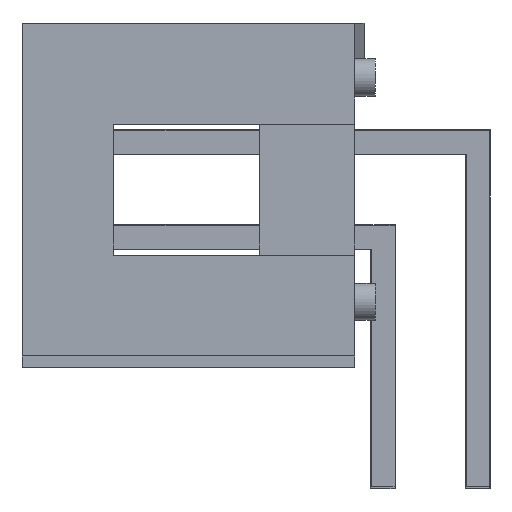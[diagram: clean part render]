
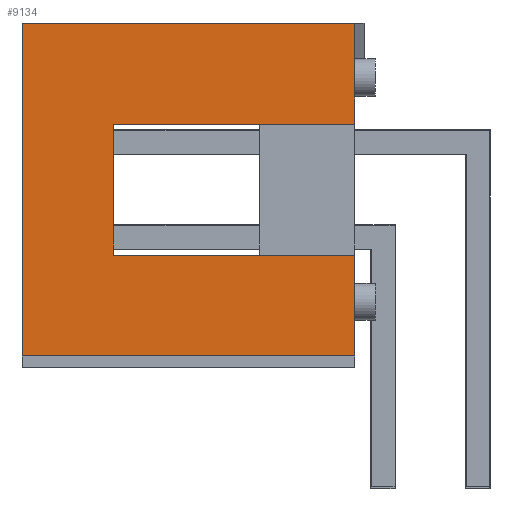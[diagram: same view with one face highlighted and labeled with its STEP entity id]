
A CAD part, left-side view. The second image highlights one B-rep face of the part: STEP entity #9134.
In plain terms, the highlighted planar face has unit normal (-1, 0, 0).
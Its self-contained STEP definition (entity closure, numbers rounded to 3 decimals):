
#287 = CARTESIAN_POINT ( 'NONE',  ( -5.08, 3.3, 4.65 ) ) ;
#671 = VECTOR ( 'NONE', #8443, 1000. ) ;
#844 = EDGE_CURVE ( 'NONE', #1925, #8904, #1921, .T. ) ;
#846 = CARTESIAN_POINT ( 'NONE',  ( -5.08, 12.2, 4.8 ) ) ;
#1053 = DIRECTION ( 'NONE',  ( 0., 1., 0. ) ) ;
#1185 = EDGE_LOOP ( 'NONE', ( #11952, #5267, #10840, #7516, #1711, #3698, #11165, #3763 ) ) ;
#1254 = EDGE_CURVE ( 'NONE', #10395, #3664, #9770, .T. ) ;
#1306 = LINE ( 'NONE', #287, #10575 ) ;
#1711 = ORIENTED_EDGE ( 'NONE', *, *, #5054, .F. ) ;
#1921 = LINE ( 'NONE', #846, #3073 ) ;
#1925 = VERTEX_POINT ( 'NONE', #5868 ) ;
#1952 = VERTEX_POINT ( 'NONE', #3041 ) ;
#1994 = CARTESIAN_POINT ( 'NONE',  ( -5.08, 3.3, 0.35 ) ) ;
#2238 = CARTESIAN_POINT ( 'NONE',  ( -5.08, 9.75, 3.05 ) ) ;
#2493 = AXIS2_PLACEMENT_3D ( 'NONE', #9488, #11602, #2986 ) ;
#2564 = DIRECTION ( 'NONE',  ( 0., 0., 1. ) ) ;
#2575 = VECTOR ( 'NONE', #2564, 1000. ) ;
#2624 = LINE ( 'NONE', #7507, #671 ) ;
#2961 = CARTESIAN_POINT ( 'NONE',  ( -5.08, 3.3, 6.55 ) ) ;
#2986 = DIRECTION ( 'NONE',  ( 0., 0., 1. ) ) ;
#3041 = CARTESIAN_POINT ( 'NONE',  ( -5.08, 9.75, 6.55 ) ) ;
#3073 = VECTOR ( 'NONE', #6578, 1000. ) ;
#3500 = VECTOR ( 'NONE', #1053, 1000. ) ;
#3605 = VERTEX_POINT ( 'NONE', #11628 ) ;
#3664 = VERTEX_POINT ( 'NONE', #2238 ) ;
#3698 = ORIENTED_EDGE ( 'NONE', *, *, #4255, .T. ) ;
#3763 = ORIENTED_EDGE ( 'NONE', *, *, #7201, .F. ) ;
#4010 = EDGE_CURVE ( 'NONE', #10395, #8924, #7244, .T. ) ;
#4255 = EDGE_CURVE ( 'NONE', #3605, #1925, #5996, .T. ) ;
#4389 = VERTEX_POINT ( 'NONE', #2961 ) ;
#4419 = CARTESIAN_POINT ( 'NONE',  ( -5.08, 3.3, 4.65 ) ) ;
#4428 = LINE ( 'NONE', #11125, #2575 ) ;
#4598 = CARTESIAN_POINT ( 'NONE',  ( -5.08, 3.3, 3.05 ) ) ;
#5054 = EDGE_CURVE ( 'NONE', #3605, #4389, #1306, .T. ) ;
#5267 = ORIENTED_EDGE ( 'NONE', *, *, #1254, .T. ) ;
#5300 = CARTESIAN_POINT ( 'NONE',  ( -5.08, 7.75, 9.25 ) ) ;
#5509 = DIRECTION ( 'NONE',  ( 0., 0., -1. ) ) ;
#5868 = CARTESIAN_POINT ( 'NONE',  ( -5.08, 12.2, 9.25 ) ) ;
#5996 = LINE ( 'NONE', #5300, #8573 ) ;
#6189 = EDGE_CURVE ( 'NONE', #3664, #1952, #4428, .T. ) ;
#6578 = DIRECTION ( 'NONE',  ( 0., 0., -1. ) ) ;
#6801 = LINE ( 'NONE', #9733, #11558 ) ;
#7082 = DIRECTION ( 'NONE',  ( 0., 0., -1. ) ) ;
#7201 = EDGE_CURVE ( 'NONE', #8924, #8904, #6801, .T. ) ;
#7244 = LINE ( 'NONE', #4419, #7964 ) ;
#7507 = CARTESIAN_POINT ( 'NONE',  ( -5.08, 7.75, 6.55 ) ) ;
#7516 = ORIENTED_EDGE ( 'NONE', *, *, #10411, .T. ) ;
#7807 = FACE_OUTER_BOUND ( 'NONE', #1185, .T. ) ;
#7964 = VECTOR ( 'NONE', #5509, 1000. ) ;
#8443 = DIRECTION ( 'NONE',  ( 0., -1., 0. ) ) ;
#8573 = VECTOR ( 'NONE', #11224, 1000. ) ;
#8740 = PLANE ( 'NONE',  #2493 ) ;
#8904 = VERTEX_POINT ( 'NONE', #12245 ) ;
#8924 = VERTEX_POINT ( 'NONE', #1994 ) ;
#9134 = ADVANCED_FACE ( 'NONE', ( #7807 ), #8740, .T. ) ;
#9488 = CARTESIAN_POINT ( 'NONE',  ( -5.08, 3.3, 0.35 ) ) ;
#9641 = CARTESIAN_POINT ( 'NONE',  ( -5.08, 7.75, 3.05 ) ) ;
#9733 = CARTESIAN_POINT ( 'NONE',  ( -5.08, 7.75, 0.35 ) ) ;
#9770 = LINE ( 'NONE', #9641, #3500 ) ;
#10395 = VERTEX_POINT ( 'NONE', #4598 ) ;
#10411 = EDGE_CURVE ( 'NONE', #1952, #4389, #2624, .T. ) ;
#10575 = VECTOR ( 'NONE', #7082, 1000. ) ;
#10840 = ORIENTED_EDGE ( 'NONE', *, *, #6189, .T. ) ;
#11125 = CARTESIAN_POINT ( 'NONE',  ( -5.08, 9.75, 4.8 ) ) ;
#11165 = ORIENTED_EDGE ( 'NONE', *, *, #844, .T. ) ;
#11224 = DIRECTION ( 'NONE',  ( 0., 1., 0. ) ) ;
#11558 = VECTOR ( 'NONE', #12402, 1000. ) ;
#11602 = DIRECTION ( 'NONE',  ( -1., 0., 0. ) ) ;
#11628 = CARTESIAN_POINT ( 'NONE',  ( -5.08, 3.3, 9.25 ) ) ;
#11952 = ORIENTED_EDGE ( 'NONE', *, *, #4010, .F. ) ;
#12245 = CARTESIAN_POINT ( 'NONE',  ( -5.08, 12.2, 0.35 ) ) ;
#12402 = DIRECTION ( 'NONE',  ( 0., 1., 0. ) ) ;
